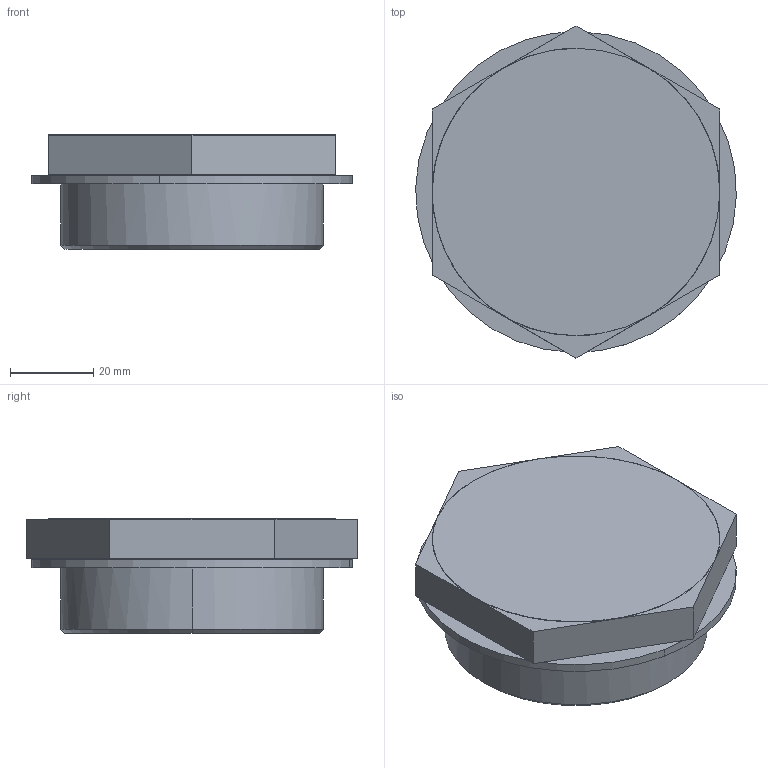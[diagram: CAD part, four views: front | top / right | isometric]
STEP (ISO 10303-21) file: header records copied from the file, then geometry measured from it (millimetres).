
FILE_DESCRIPTION(('CATIA V5 STEP Exchange','CAx-IF Rec.Pracs.--- Model Styling and Organization---1.4--- 2014-01-23'),'2;1');
FILE_NAME ('1932192-4_0', '2024-01-31T06:42:12+00:00', ('none'), ('Weidmueller'), 'CATIA Version 5-6 Release 2016 SP3 HF44', 'CATIA V5 STEP AP214', 'none');
FILE_SCHEMA(('AUTOMOTIVE_DESIGN { 1 0 10303 214 1 1 1 1 }'));
Length unit declared in the file: millimetre
Products named in the file (1): 2978950000_VP_M63_18_EX_CR_7J_BK
Bounding box: 76.97 x 79.67 x 27.5 mm (x, y, z)
Volume: 50685 mm3; surface area: 20982.8 mm2
Topology: 1 solids, 1 shells, 50 faces, 121 edges, 81 vertices
Faces by surface type: plane 22, cylinder 18, torus 8, cone 2
Entity records: 1668 total; most frequent: CARTESIAN_POINT 551, ORIENTED_EDGE 242, DIRECTION 179, EDGE_CURVE 121, AXIS2_PLACEMENT_3D 93, VERTEX_POINT 81, EDGE_LOOP 58, CIRCLE 52
